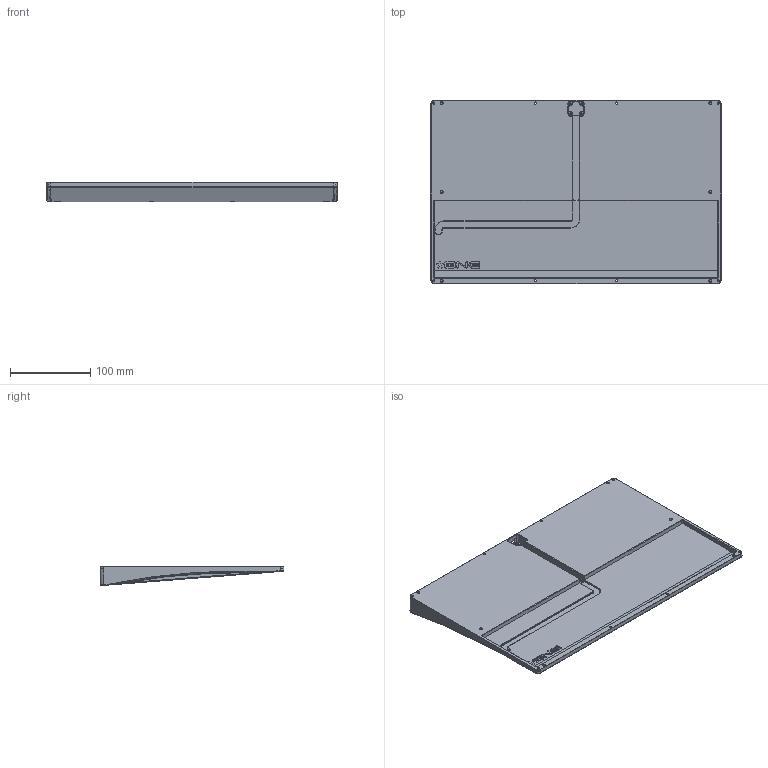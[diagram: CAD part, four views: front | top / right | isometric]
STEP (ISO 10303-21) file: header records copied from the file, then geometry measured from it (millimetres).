
FILE_DESCRIPTION(/* description */ (''),/* implementation_level */ '2;1');
FILE_NAME(/* name */ 'khdd_case_bottom.step',/* time_stamp */ '2021-03-16T09:23:34-07:00',/* author */ (''),/* organization */ (''),/* preprocessor_version */ 'ST-DEVELOPER v18.1',/* originating_system */ 'Autodesk Translation Framework v9.10.0.1330',/* authorisation */ '');
FILE_SCHEMA (('AUTOMOTIVE_DESIGN { 1 0 10303 214 3 1 1 }'));
Length unit declared in the file: millimetre
Products named in the file (1): Case (Bottom)
Bounding box: 361.38 x 228.7 x 23.92 mm (x, y, z)
Volume: 1015670.6 mm3; surface area: 192401.4 mm2
Topology: 1 solids, 1 shells, 332 faces, 827 edges, 520 vertices
Faces by surface type: plane 140, cylinder 120, cone 46, bspline 22, torus 4
Full cylindrical faces by diameter (mm): 1.623 x4, 2.7 x8, 3.25 x6, 4.7 x3, 8.1 x4
Entity records: 11362 total; most frequent: CARTESIAN_POINT 3341, DIRECTION 1674, ORIENTED_EDGE 1652, EDGE_CURVE 826, AXIS2_PLACEMENT_3D 603, VERTEX_POINT 520, LINE 468, VECTOR 468
